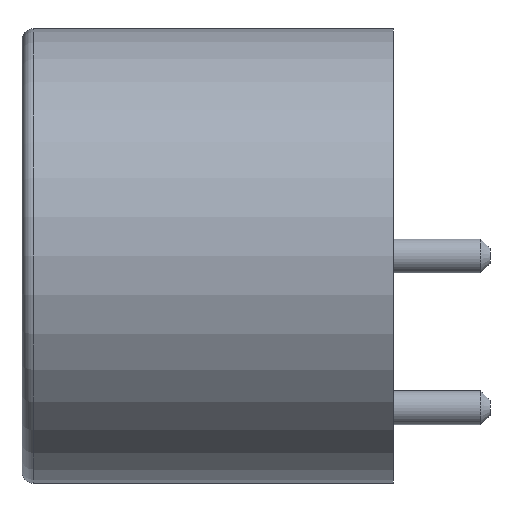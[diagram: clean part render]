
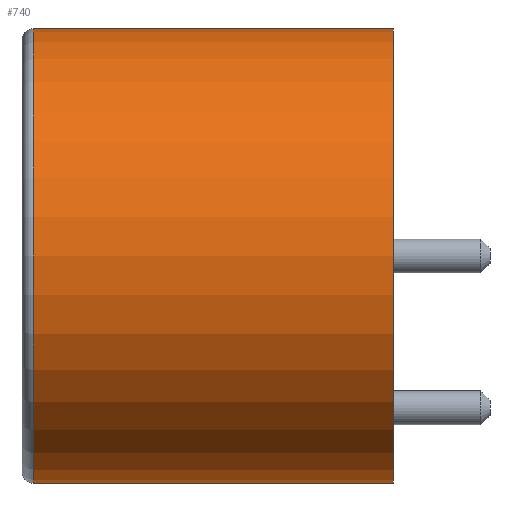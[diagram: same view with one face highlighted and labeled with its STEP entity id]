
A CAD part, left-side view. The second image highlights one B-rep face of the part: STEP entity #740.
In plain terms, the highlighted cylindrical face has radius 10.1 mm (diameter 20.2 mm), a partial arc.
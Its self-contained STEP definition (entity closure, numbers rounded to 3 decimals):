
#29 = CARTESIAN_POINT ( 'NONE',  ( 0., 16., 0. ) ) ;
#34 = LINE ( 'NONE', #792, #394 ) ;
#72 = VERTEX_POINT ( 'NONE', #403 ) ;
#84 = CIRCLE ( 'NONE', #138, 10.1 ) ;
#133 = CARTESIAN_POINT ( 'NONE',  ( 0., 16., 10.1 ) ) ;
#138 = AXIS2_PLACEMENT_3D ( 'NONE', #29, #871, #371 ) ;
#155 = FACE_OUTER_BOUND ( 'NONE', #996, .T. ) ;
#255 = VECTOR ( 'NONE', #272, 1000. ) ;
#261 = DIRECTION ( 'NONE',  ( 0., 0., 1. ) ) ;
#272 = DIRECTION ( 'NONE',  ( 0., -1., 0. ) ) ;
#311 = CARTESIAN_POINT ( 'NONE',  ( 0., 16.5, 0. ) ) ;
#332 = EDGE_CURVE ( 'NONE', #345, #72, #34, .T. ) ;
#345 = VERTEX_POINT ( 'NONE', #133 ) ;
#371 = DIRECTION ( 'NONE',  ( 0., 0., 1. ) ) ;
#386 = CARTESIAN_POINT ( 'NONE',  ( 0., 16., -10.1 ) ) ;
#390 = AXIS2_PLACEMENT_3D ( 'NONE', #923, #424, #261 ) ;
#394 = VECTOR ( 'NONE', #796, 1000. ) ;
#403 = CARTESIAN_POINT ( 'NONE',  ( 0., 0., 10.1 ) ) ;
#408 = EDGE_CURVE ( 'NONE', #345, #967, #84, .T. ) ;
#423 = ORIENTED_EDGE ( 'NONE', *, *, #783, .T. ) ;
#424 = DIRECTION ( 'NONE',  ( 0., 1., 0. ) ) ;
#531 = LINE ( 'NONE', #1021, #255 ) ;
#534 = AXIS2_PLACEMENT_3D ( 'NONE', #311, #636, #1060 ) ;
#595 = ORIENTED_EDGE ( 'NONE', *, *, #990, .T. ) ;
#636 = DIRECTION ( 'NONE',  ( 0., -1., 0. ) ) ;
#715 = ORIENTED_EDGE ( 'NONE', *, *, #332, .F. ) ;
#740 = ADVANCED_FACE ( 'NONE', ( #155 ), #801, .T. ) ;
#769 = ORIENTED_EDGE ( 'NONE', *, *, #408, .T. ) ;
#783 = EDGE_CURVE ( 'NONE', #845, #72, #916, .T. ) ;
#792 = CARTESIAN_POINT ( 'NONE',  ( 0., 16.5, 10.1 ) ) ;
#796 = DIRECTION ( 'NONE',  ( 0., -1., 0. ) ) ;
#801 = CYLINDRICAL_SURFACE ( 'NONE', #534, 10.1 ) ;
#845 = VERTEX_POINT ( 'NONE', #870 ) ;
#870 = CARTESIAN_POINT ( 'NONE',  ( 0., 0., -10.1 ) ) ;
#871 = DIRECTION ( 'NONE',  ( 0., -1., 0. ) ) ;
#916 = CIRCLE ( 'NONE', #390, 10.1 ) ;
#923 = CARTESIAN_POINT ( 'NONE',  ( 0., 0., 0. ) ) ;
#967 = VERTEX_POINT ( 'NONE', #386 ) ;
#990 = EDGE_CURVE ( 'NONE', #967, #845, #531, .T. ) ;
#996 = EDGE_LOOP ( 'NONE', ( #715, #769, #595, #423 ) ) ;
#1021 = CARTESIAN_POINT ( 'NONE',  ( 0., 16.5, -10.1 ) ) ;
#1060 = DIRECTION ( 'NONE',  ( 0., 0., -1. ) ) ;
